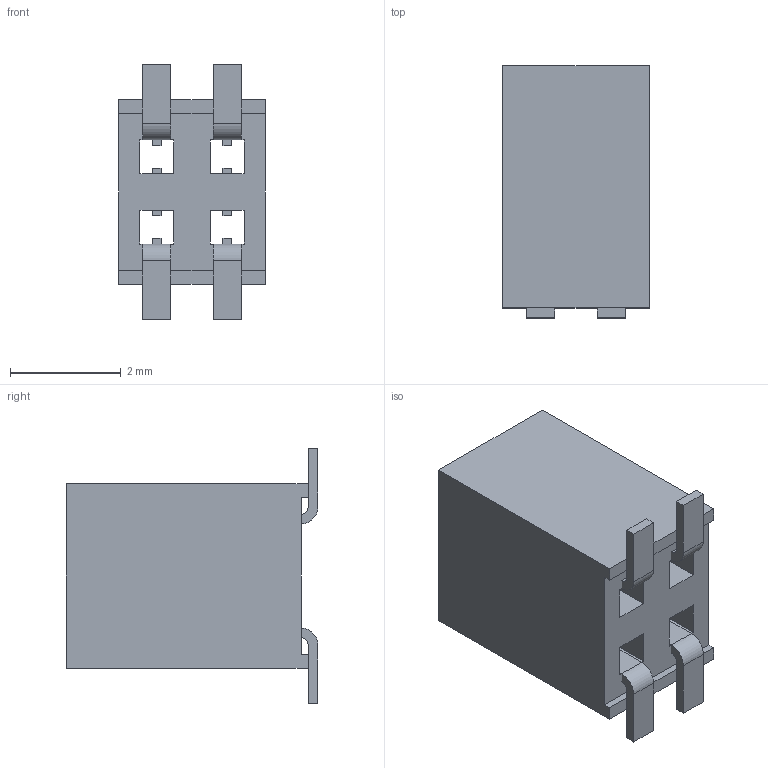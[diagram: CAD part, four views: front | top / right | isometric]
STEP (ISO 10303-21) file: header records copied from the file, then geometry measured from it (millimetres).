
FILE_DESCRIPTION( ( 'STEP AP214' ), '1' );
FILE_NAME( 'FLE-102-01-G-DV.stp', '2021-01-30T19:45:05', ( 'License CC BY-ND 4.0' ), ( 'CADENAS' ), ' ', 'PARTsolutions', ' ' );
FILE_SCHEMA( ( 'AUTOMOTIVE_DESIGN { 1 0 10303 214 1 1 1 1 }' ) );
Length unit declared in the file: inch
Products named in the file (3): FLE-102-01-G-DV; _FLE-102-01-DV_socket; _C-96-01-02-DV
Assembly tree (2 placements, depth 2):
  FLE-102-01-G-DV
    _FLE-102-01-DV_socket
    _C-96-01-02-DV
Bounding box: 2.65 x 4.55 x 4.59 mm (x, y, z)
Volume: 41.9 mm3; surface area: 198.2 mm2
Topology: 2 solids, 2 shells, 131 faces, 362 edges, 236 vertices
Faces by surface type: plane 121, cylinder 10
Full cylindrical faces by diameter (mm): 0.381 x1, 0.508 x1
Entity records: 5216 total; most frequent: CARTESIAN_POINT 730, ORIENTED_EDGE 720, DIRECTION 648, EDGE_CURVE 360, LINE 340, VECTOR 340, VERTEX_POINT 236, AXIS2_PLACEMENT_3D 154
